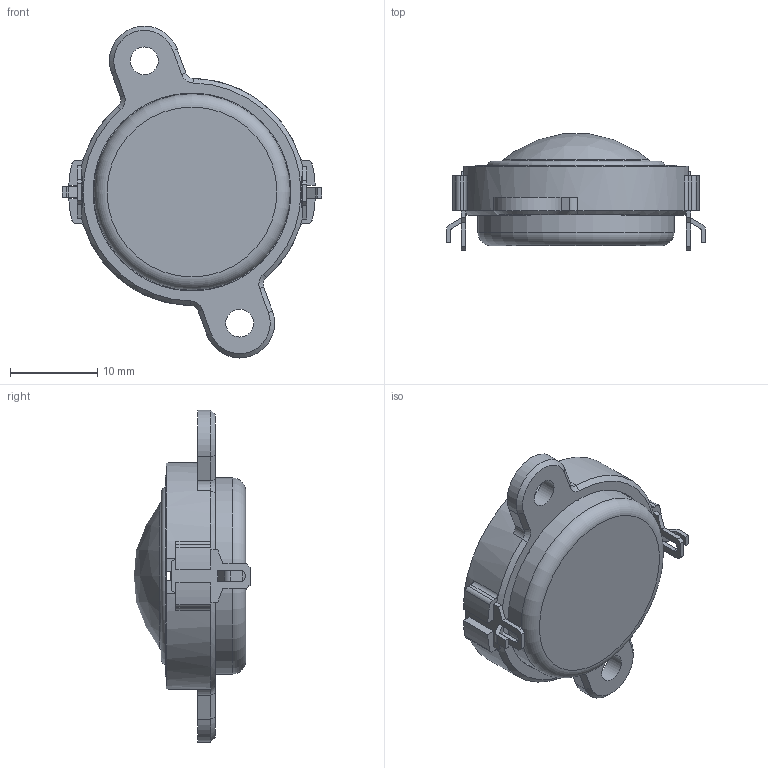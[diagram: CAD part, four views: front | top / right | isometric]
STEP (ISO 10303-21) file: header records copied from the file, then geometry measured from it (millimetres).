
FILE_DESCRIPTION (( 'STEP AP203' ), '1' );
FILE_NAME ('16TNX4-182 3D outline drawing 20230407.STEP', '2023-04-07T10:50:32', ( '' ), ( '' ), 'SwSTEP 2.0', 'SolidWorks 2020', '' );
FILE_SCHEMA (( 'CONFIG_CONTROL_DESIGN' ));
Length unit declared in the file: millimetre
Products named in the file (1): 16TNX4-182 3D outline drawing 20230407
Bounding box: 29.7 x 13.31 x 38.07 mm (x, y, z)
Surface area: 2972.6 mm2 (no closed solid volume)
Topology: 0 solids, 5 shells, 157 faces, 491 edges, 334 vertices
Faces by surface type: plane 101, cylinder 44, cone 8, torus 3, sphere 1
Full cylindrical faces by diameter (mm): 1.6 x1, 3.2 x2, 17 x1, 22.48 x1, 23 x1
Entity records: 5472 total; most frequent: CARTESIAN_POINT 1030, DIRECTION 908, ORIENTED_EDGE 851, EDGE_CURVE 481, VECTOR 350, LINE 350, VERTEX_POINT 333, AXIS2_PLACEMENT_3D 279
